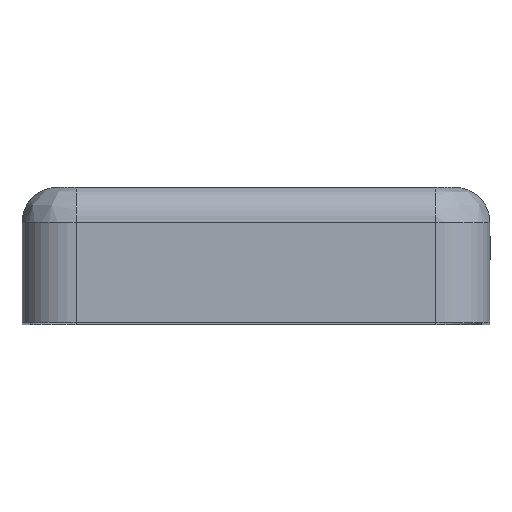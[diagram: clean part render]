
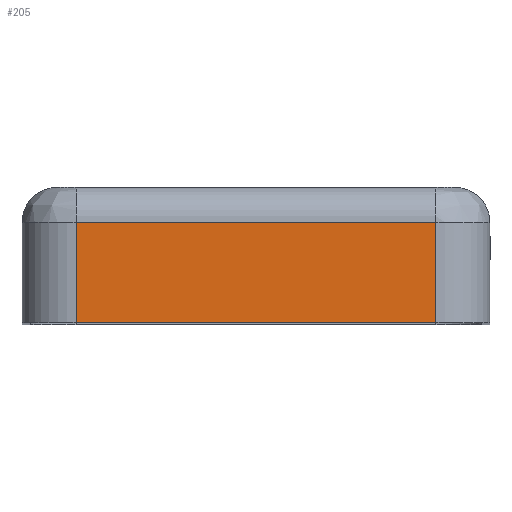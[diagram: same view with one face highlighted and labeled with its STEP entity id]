
A CAD part, top view. The second image highlights one B-rep face of the part: STEP entity #205.
In plain terms, the highlighted planar face has unit normal (0, 0, 1).
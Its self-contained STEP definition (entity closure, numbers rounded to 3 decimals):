
#205 = ADVANCED_FACE( 'NONE', ( #434 ), #435, .T. );
#434 = FACE_OUTER_BOUND( '', #847, .T. );
#435 = PLANE( '', #848 );
#847 = EDGE_LOOP( '', ( #1379, #1380, #1381, #1382 ) );
#848 = AXIS2_PLACEMENT_3D( '', #1383, #1384, #1385 );
#1379 = ORIENTED_EDGE( '', *, *, #1716, .T. );
#1380 = ORIENTED_EDGE( '', *, *, #1717, .F. );
#1381 = ORIENTED_EDGE( '', *, *, #1718, .F. );
#1382 = ORIENTED_EDGE( '', *, *, #1529, .T. );
#1383 = CARTESIAN_POINT( '', ( -6.65, 0., 23.3 ) );
#1384 = DIRECTION( '', ( 0., 0., 1. ) );
#1385 = DIRECTION( '', ( 1., 0., 0. ) );
#1529 = EDGE_CURVE( 'NONE', #1800, #1798, #1801, .T. );
#1716 = EDGE_CURVE( 'NONE', #1798, #2073, #2074, .T. );
#1717 = EDGE_CURVE( 'NONE', #1899, #2073, #2075, .T. );
#1718 = EDGE_CURVE( 'NONE', #1800, #1899, #2076, .T. );
#1798 = VERTEX_POINT( 'NONE', #2172 );
#1800 = VERTEX_POINT( 'NONE', #2174 );
#1801 = LINE( '', #2175, #2176 );
#1899 = VERTEX_POINT( 'NONE', #2292 );
#2073 = VERTEX_POINT( 'NONE', #2514 );
#2074 = LINE( '', #2515, #2516 );
#2075 = LINE( '', #2517, #2518 );
#2076 = LINE( '', #2519, #2520 );
#2172 = CARTESIAN_POINT( '', ( -6.65, -5., 23.3 ) );
#2174 = CARTESIAN_POINT( '', ( -6.65, -1.3, 23.3 ) );
#2175 = CARTESIAN_POINT( '', ( -6.65, 0., 23.3 ) );
#2176 = VECTOR( '', #2602, 1000. );
#2292 = CARTESIAN_POINT( '', ( 6.65, -1.3, 23.3 ) );
#2514 = CARTESIAN_POINT( '', ( 6.65, -5., 23.3 ) );
#2515 = CARTESIAN_POINT( '', ( -6.65, -5., 23.3 ) );
#2516 = VECTOR( '', #2882, 1000. );
#2517 = CARTESIAN_POINT( '', ( 6.65, 0., 23.3 ) );
#2518 = VECTOR( '', #2883, 1000. );
#2519 = CARTESIAN_POINT( '', ( -6.65, -1.3, 23.3 ) );
#2520 = VECTOR( '', #2884, 1000. );
#2602 = DIRECTION( '', ( 0., -1., 0. ) );
#2882 = DIRECTION( '', ( 1., 0., 0. ) );
#2883 = DIRECTION( '', ( 0., -1., 0. ) );
#2884 = DIRECTION( '', ( 1., 0., 0. ) );
